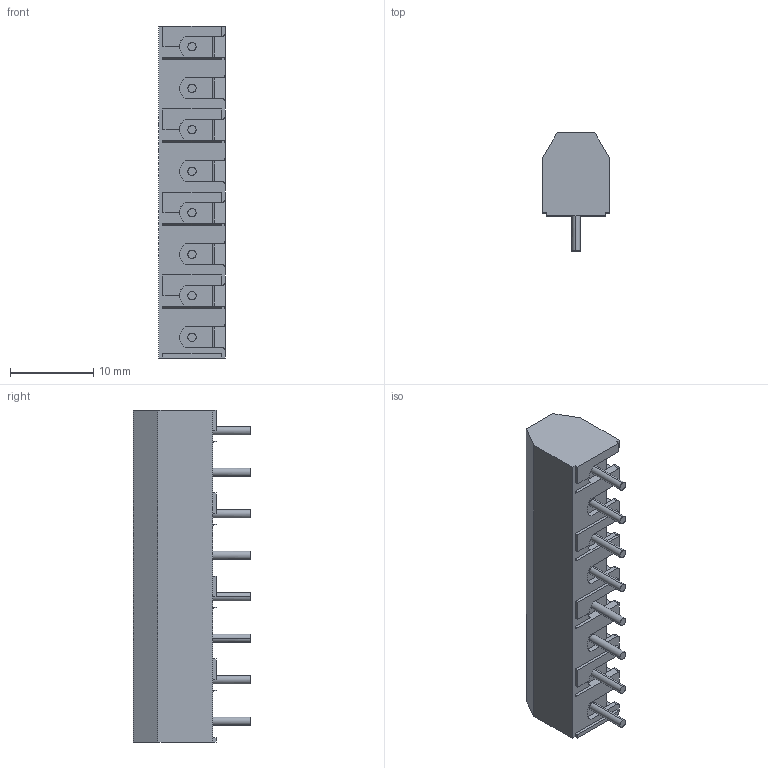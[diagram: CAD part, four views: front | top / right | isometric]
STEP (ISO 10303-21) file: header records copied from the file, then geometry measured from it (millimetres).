
FILE_DESCRIPTION(('FreeCAD Model'),'2;1');
FILE_NAME('Open CASCADE Shape Model','2025-02-08T13:50:40',(''),(''), 'Open CASCADE STEP processor 7.8','FreeCAD','Unknown');
FILE_SCHEMA(('AUTOMOTIVE_DESIGN { 1 0 10303 214 1 1 1 1 }'));
Length unit declared in the file: millimetre
Products named in the file (1): 950-FB-08
Bounding box: 8 x 14.2 x 40 mm (x, y, z)
Volume: 2243.2 mm3; surface area: 2547 mm2
Topology: 1 solids, 1 shells, 598 faces, 1752 edges, 1164 vertices
Faces by surface type: plane 444, cylinder 132, cone 22
Entity records: 21346 total; most frequent: CARTESIAN_POINT 5951, ORIENTED_EDGE 3504, DIRECTION 2761, EDGE_CURVE 1752, LINE 1231, VECTOR 1231, VERTEX_POINT 1164, AXIS2_PLACEMENT_3D 765
